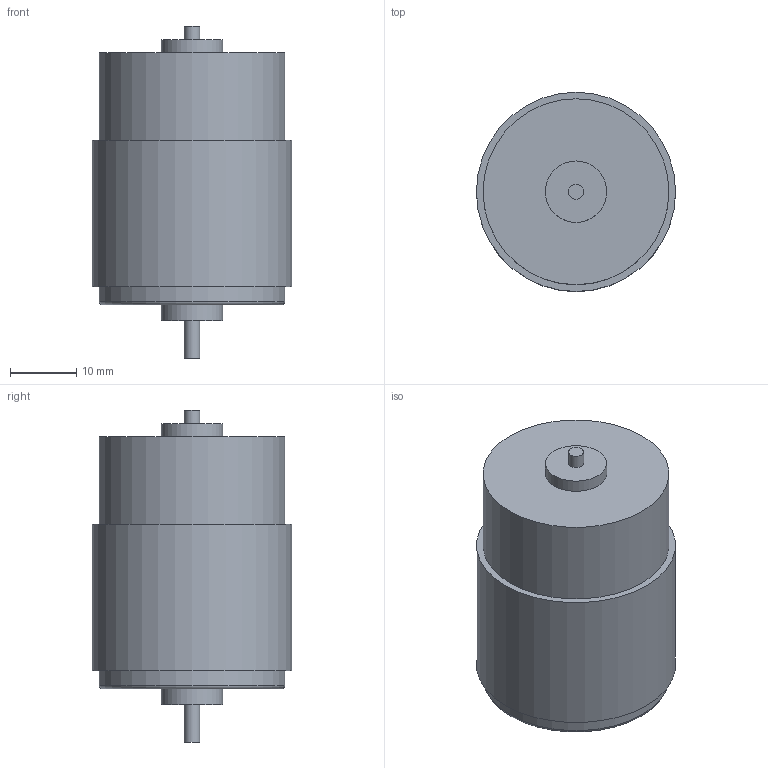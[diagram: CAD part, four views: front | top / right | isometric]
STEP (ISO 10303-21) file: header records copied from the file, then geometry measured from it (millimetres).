
FILE_DESCRIPTION(('FreeCAD Model'),'2;1');
FILE_NAME('Motor-CC-12V-MITSUMI.step','2016-02-09T14:02:07',( 'Author'),(''),'Open CASCADE STEP processor 6.8','FreeCAD','Unknown' );
FILE_SCHEMA(('AUTOMOTIVE_DESIGN_CC2 { 1 2 10303 214 -1 1 5 4 }'));
Length unit declared in the file: millimetre
Products named in the file (1): motor
Bounding box: 30 x 30 x 50 mm (x, y, z)
Volume: 25728.3 mm3; surface area: 5056.8 mm2
Topology: 1 solids, 1 shells, 16 faces, 23 edges, 15 vertices
Faces by surface type: plane 8, cylinder 7, torus 1
Full cylindrical faces by diameter (mm): 2.3 x2, 9.25 x2, 28 x2, 30 x1
Entity records: 673 total; most frequent: DIRECTION 117, CARTESIAN_POINT 103, ORIENTED_EDGE 46, PCURVE 46, DEFINITIONAL_REPRESENTATION 46, LINE 37, VECTOR 37, AXIS2_PLACEMENT_3D 33
